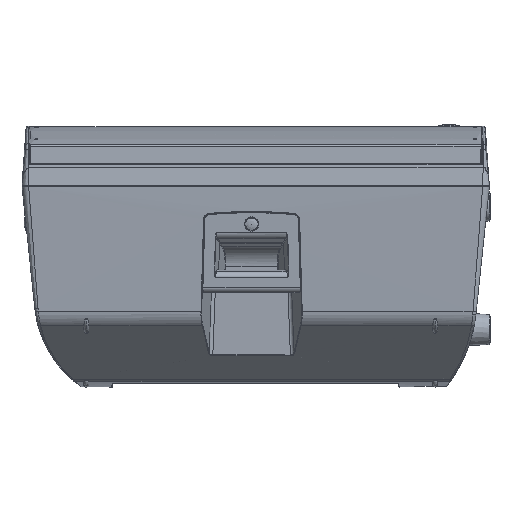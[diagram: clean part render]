
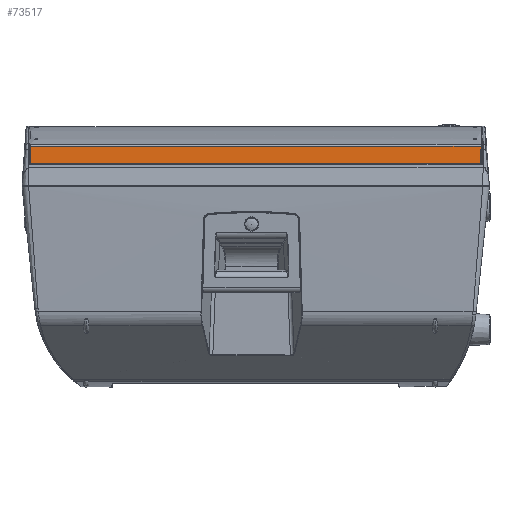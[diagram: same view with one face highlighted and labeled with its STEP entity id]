
A CAD part, left-side view. The second image highlights one B-rep face of the part: STEP entity #73517.
In plain terms, the highlighted planar face has unit normal (-1, 0, 0.018).
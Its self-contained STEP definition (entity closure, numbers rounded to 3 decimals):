
#15279 = LINE ( 'NONE', #124494, #37240 ) ;
#26735 = CARTESIAN_POINT ( 'NONE',  ( -206.065, 13.218, 58.392 ) ) ;
#27813 = ORIENTED_EDGE ( 'NONE', *, *, #51979, .F. ) ;
#33225 = DIRECTION ( 'NONE',  ( 0.017, 0.017, 1. ) ) ;
#33984 = ORIENTED_EDGE ( 'NONE', *, *, #74773, .F. ) ;
#37240 = VECTOR ( 'NONE', #33225, 1000. ) ;
#42984 = DIRECTION ( 'NONE',  ( 1., 0., -0.017 ) ) ;
#44120 = ORIENTED_EDGE ( 'NONE', *, *, #148178, .F. ) ;
#44752 = DIRECTION ( 'NONE',  ( -0.017, 0.017, -1. ) ) ;
#51979 = EDGE_CURVE ( 'NONE', #162153, #104549, #191081, .T. ) ;
#53008 = EDGE_LOOP ( 'NONE', ( #33984, #27813, #44120, #186733 ) ) ;
#71079 = VECTOR ( 'NONE', #229499, 1000. ) ;
#71510 = DIRECTION ( 'NONE',  ( 0., -1., 0. ) ) ;
#73517 = ADVANCED_FACE ( 'NONE', ( #221691 ), #204864, .F. ) ;
#74773 = EDGE_CURVE ( 'NONE', #104549, #118115, #98840, .T. ) ;
#77715 = EDGE_CURVE ( 'NONE', #118115, #146518, #15279, .T. ) ;
#83832 = CARTESIAN_POINT ( 'NONE',  ( -206.065, 678.782, 58.392 ) ) ;
#98840 = LINE ( 'NONE', #227148, #71079 ) ;
#104549 = VERTEX_POINT ( 'NONE', #170764 ) ;
#116145 = DIRECTION ( 'NONE',  ( -0.017, 0., -1. ) ) ;
#118115 = VERTEX_POINT ( 'NONE', #212283 ) ;
#124494 = CARTESIAN_POINT ( 'NONE',  ( -206.606, 678.25, 27.357 ) ) ;
#141013 = CARTESIAN_POINT ( 'NONE',  ( -206.065, 1548.228, 58.392 ) ) ;
#146518 = VERTEX_POINT ( 'NONE', #83832 ) ;
#148178 = EDGE_CURVE ( 'NONE', #146518, #162153, #232273, .T. ) ;
#162153 = VERTEX_POINT ( 'NONE', #219805 ) ;
#170764 = CARTESIAN_POINT ( 'NONE',  ( -206.606, 13.75, 27.357 ) ) ;
#172541 = CARTESIAN_POINT ( 'NONE',  ( -206.606, 4.159, 27.357 ) ) ;
#173863 = AXIS2_PLACEMENT_3D ( 'NONE', #172541, #42984, #116145 ) ;
#186733 = ORIENTED_EDGE ( 'NONE', *, *, #77715, .F. ) ;
#191081 = LINE ( 'NONE', #26735, #204748 ) ;
#204748 = VECTOR ( 'NONE', #44752, 1000. ) ;
#204864 = PLANE ( 'NONE',  #173863 ) ;
#207639 = VECTOR ( 'NONE', #71510, 1000. ) ;
#212283 = CARTESIAN_POINT ( 'NONE',  ( -206.606, 678.25, 27.357 ) ) ;
#219805 = CARTESIAN_POINT ( 'NONE',  ( -206.065, 13.218, 58.392 ) ) ;
#221691 = FACE_OUTER_BOUND ( 'NONE', #53008, .T. ) ;
#227148 = CARTESIAN_POINT ( 'NONE',  ( -206.606, 4.159, 27.357 ) ) ;
#229499 = DIRECTION ( 'NONE',  ( 0., 1., 0. ) ) ;
#232273 = LINE ( 'NONE', #141013, #207639 ) ;
